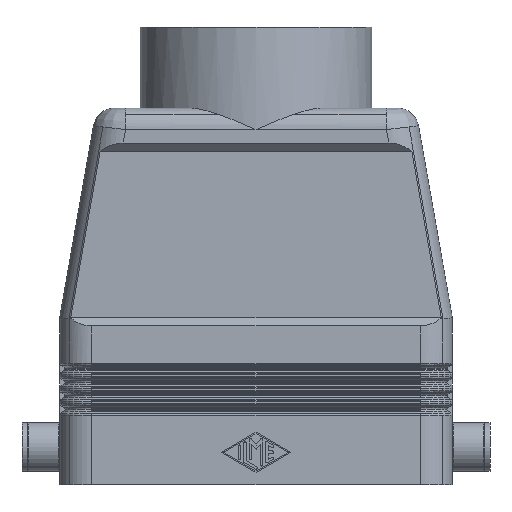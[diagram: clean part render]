
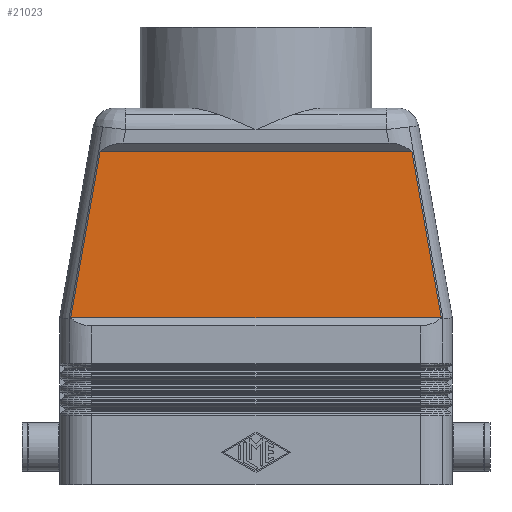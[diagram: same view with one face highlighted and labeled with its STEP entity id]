
A CAD part, front view. The second image highlights one B-rep face of the part: STEP entity #21023.
In plain terms, the highlighted planar face has unit normal (0, -1, 0).
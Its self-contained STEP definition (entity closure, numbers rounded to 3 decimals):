
#76=CARTESIAN_POINT('',(28.971,-20.0,62.));
#77=VERTEX_POINT('',#76);
#85=CARTESIAN_POINT('',(34.437,-20.0,31.));
#86=VERTEX_POINT('',#85);
#87=CARTESIAN_POINT('',(28.971,-20.0,62.));
#88=DIRECTION('',(0.174,0.0,-0.985));
#89=VECTOR('',#88,31.478);
#90=LINE('',#87,#89);
#91=EDGE_CURVE('',#77,#86,#90,.T.);
#482=CARTESIAN_POINT('',(-34.437,-20.0,31.));
#483=VERTEX_POINT('',#482);
#491=CARTESIAN_POINT('',(-28.971,-20.0,62.));
#492=VERTEX_POINT('',#491);
#493=CARTESIAN_POINT('',(-34.437,-20.0,31.));
#494=DIRECTION('',(0.174,0.0,0.985));
#495=VECTOR('',#494,31.478);
#496=LINE('',#493,#495);
#497=EDGE_CURVE('',#483,#492,#496,.T.);
#21002=CARTESIAN_POINT('',(0.0,-20.0,62.));
#21003=DIRECTION('',(0.0,1.0,0.0));
#21004=DIRECTION('',(0.0,0.0,1.0));
#21005=AXIS2_PLACEMENT_3D('',#21002,#21003,#21004);
#21006=PLANE('',#21005);
#21007=ORIENTED_EDGE('',*,*,#497,.F.);
#21008=CARTESIAN_POINT('',(34.437,-20.0,31.));
#21009=DIRECTION('',(-1.0,0.0,0.0));
#21010=VECTOR('',#21009,68.875);
#21011=LINE('',#21008,#21010);
#21012=EDGE_CURVE('',#86,#483,#21011,.T.);
#21013=ORIENTED_EDGE('',*,*,#21012,.F.);
#21014=ORIENTED_EDGE('',*,*,#91,.F.);
#21015=CARTESIAN_POINT('',(-28.971,-20.0,62.));
#21016=DIRECTION('',(1.0,0.0,0.0));
#21017=VECTOR('',#21016,57.942);
#21018=LINE('',#21015,#21017);
#21019=EDGE_CURVE('',#492,#77,#21018,.T.);
#21020=ORIENTED_EDGE('',*,*,#21019,.F.);
#21021=EDGE_LOOP('',(#21007,#21013,#21014,#21020));
#21022=FACE_OUTER_BOUND('',#21021,.T.);
#21023=ADVANCED_FACE('',(#21022),#21006,.F.);
